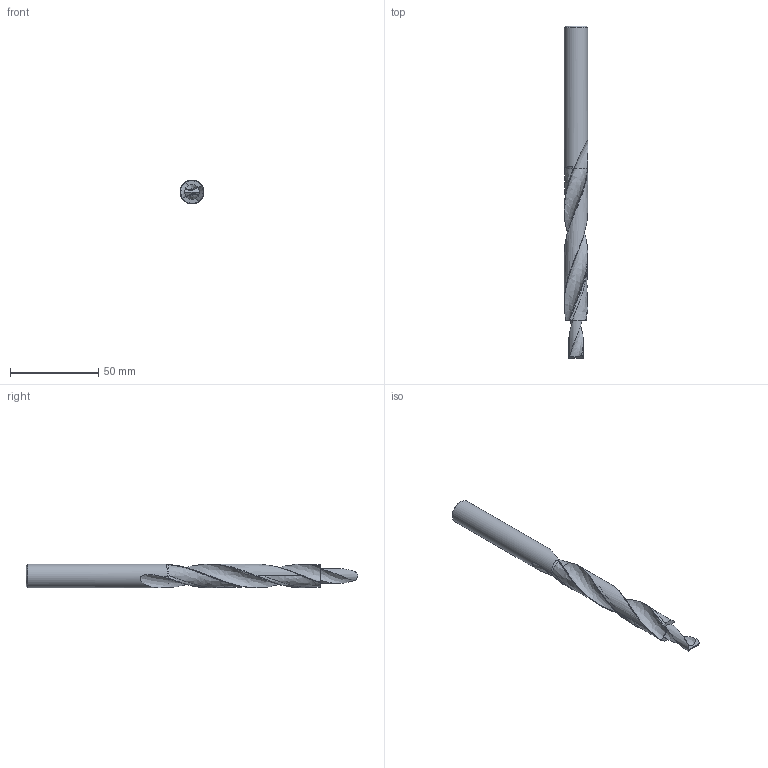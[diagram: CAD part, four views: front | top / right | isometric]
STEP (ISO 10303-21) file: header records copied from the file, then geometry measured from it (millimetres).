
FILE_DESCRIPTION(/* description */ ('Vrták 13.5 x 8.4 mm.'),/* implementation_level */ '2;1');
FILE_NAME(/* name */ '02-Vrtak_13.5x8.4.stp',/* time_stamp */ '2019-01-14T14:00:28+01:00',/* author */ ('Lisin'),/* organization */ ('Alutec K&K'),/* preprocessor_version */ 'ST-DEVELOPER v17',/* originating_system */ 'Autodesk Inventor 2018',/* authorisation */ '');
FILE_SCHEMA (('AUTOMOTIVE_DESIGN { 1 0 10303 214 3 1 1 }'));
Length unit declared in the file: millimetre
Products named in the file (1): 02-Vrtak_13.5x8.4
Bounding box: 13.5 x 188.5 x 13.5 mm (x, y, z)
Volume: 17604.1 mm3; surface area: 9537.9 mm2
Topology: 2 solids, 2 shells, 32 faces, 77 edges, 49 vertices
Faces by surface type: bspline 18, cylinder 8, plane 5, cone 1
Full cylindrical faces by diameter (mm): 13.5 x1
Entity records: 1969 total; most frequent: CARTESIAN_POINT 1319, ORIENTED_EDGE 154, EDGE_CURVE 77, DIRECTION 76, B_SPLINE_CURVE_WITH_KNOTS 49, VERTEX_POINT 49, AXIS2_PLACEMENT_3D 33, EDGE_LOOP 32
